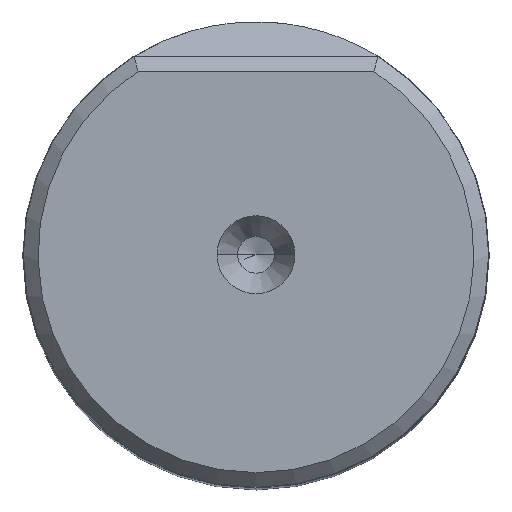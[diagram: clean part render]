
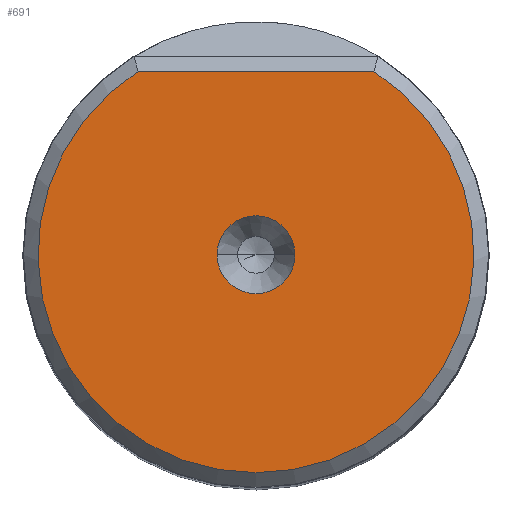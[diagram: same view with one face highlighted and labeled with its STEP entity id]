
A CAD part, top view. The second image highlights one B-rep face of the part: STEP entity #691.
In plain terms, the highlighted planar face has unit normal (0, 0, 1).
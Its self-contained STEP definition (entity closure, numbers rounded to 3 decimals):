
#97=FACE_BOUND('',#1338,.T.);
#98=FACE_BOUND('',#1339,.T.);
#157=PLANE('',#6021);
#691=ADVANCED_FACE('',(#97,#98),#157,.T.);
#1338=EDGE_LOOP('',(#1978,#1979));
#1339=EDGE_LOOP('',(#1980,#1981,#1982));
#1662=CIRCLE('',#6008,2.65);
#1666=CIRCLE('',#6017,2.65);
#1667=CIRCLE('',#6019,14.84);
#1668=CIRCLE('',#6020,14.84);
#1978=ORIENTED_EDGE('',*,*,#4279,.T.);
#1979=ORIENTED_EDGE('',*,*,#4287,.T.);
#1980=ORIENTED_EDGE('',*,*,#4288,.T.);
#1981=ORIENTED_EDGE('',*,*,#4289,.F.);
#1982=ORIENTED_EDGE('',*,*,#4290,.T.);
#3677=VERTEX_POINT('',#8273);
#3680=VERTEX_POINT('',#8278);
#3684=VERTEX_POINT('',#8298);
#3685=VERTEX_POINT('',#8299);
#3686=VERTEX_POINT('',#8301);
#4279=EDGE_CURVE('',#3677,#3680,#1662,.T.);
#4287=EDGE_CURVE('',#3680,#3677,#1666,.T.);
#4288=EDGE_CURVE('',#3684,#3685,#1667,.T.);
#4289=EDGE_CURVE('',#3686,#3685,#5137,.T.);
#4290=EDGE_CURVE('',#3686,#3684,#1668,.T.);
#5137=LINE('',#8300,#5485);
#5485=VECTOR('',#6689,1.);
#6008=AXIS2_PLACEMENT_3D('',#8279,#6661,#6662);
#6017=AXIS2_PLACEMENT_3D('',#8295,#6683,#6684);
#6019=AXIS2_PLACEMENT_3D('',#8297,#6687,#6688);
#6020=AXIS2_PLACEMENT_3D('',#8302,#6690,#6691);
#6021=AXIS2_PLACEMENT_3D('',#8303,#6692,#6693);
#6661=DIRECTION('',(0.,0.,-1.));
#6662=DIRECTION('',(1.,0.,0.));
#6683=DIRECTION('',(0.,0.,-1.));
#6684=DIRECTION('',(-1.,0.,0.));
#6687=DIRECTION('',(0.,0.,1.));
#6688=DIRECTION('',(0.,-1.,0.));
#6689=DIRECTION('',(1.,0.,0.));
#6690=DIRECTION('',(0.,0.,1.));
#6691=DIRECTION('',(-0.541,0.841,0.));
#6692=DIRECTION('',(0.,0.,1.));
#6693=DIRECTION('',(1.,0.,0.));
#8273=CARTESIAN_POINT('',(2.65,0.,54.37));
#8278=CARTESIAN_POINT('',(-2.65,0.,54.37));
#8279=CARTESIAN_POINT('',(0.,0.,54.37));
#8295=CARTESIAN_POINT('',(0.,0.,54.37));
#8297=CARTESIAN_POINT('',(0.,0.,54.37));
#8298=CARTESIAN_POINT('',(0.,-14.84,54.37));
#8299=CARTESIAN_POINT('',(8.022,12.485,54.37));
#8300=CARTESIAN_POINT('',(-8.022,12.485,54.37));
#8301=CARTESIAN_POINT('',(-8.022,12.485,54.37));
#8302=CARTESIAN_POINT('',(0.,0.,54.37));
#8303=CARTESIAN_POINT('',(0.,-1.177,54.37));
